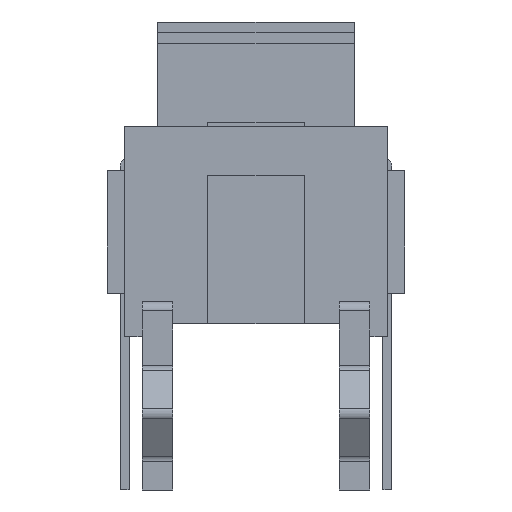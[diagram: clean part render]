
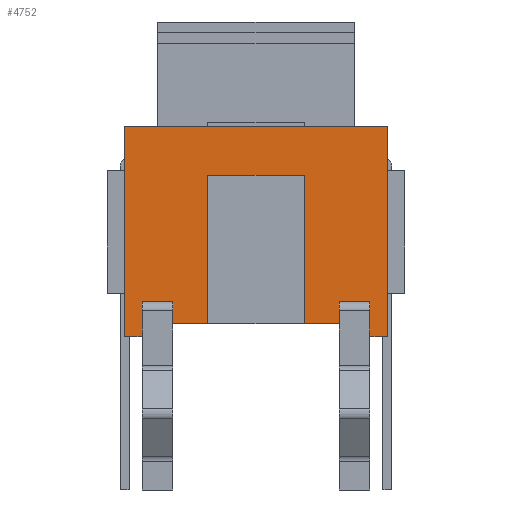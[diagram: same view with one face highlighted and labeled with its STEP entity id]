
A CAD part, left-side view. The second image highlights one B-rep face of the part: STEP entity #4752.
In plain terms, the highlighted planar face has unit normal (-1, 0, 0).
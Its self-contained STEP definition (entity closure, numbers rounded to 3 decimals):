
#220=PLANE('',#5134);
#475=FACE_OUTER_BOUND('',#718,.T.);
#718=EDGE_LOOP('',(#4264,#4265,#4266,#4267,#4268,#4269,#4270,#4271,#4272,
#4273,#4274,#4275));
#1108=LINE('',#7287,#1717);
#1113=LINE('',#7298,#1722);
#1115=LINE('',#7301,#1724);
#1221=LINE('',#7516,#1830);
#1222=LINE('',#7518,#1831);
#1260=LINE('',#7584,#1869);
#1275=LINE('',#7610,#1884);
#1278=LINE('',#7616,#1887);
#1288=LINE('',#7636,#1897);
#1289=LINE('',#7638,#1898);
#1290=LINE('',#7640,#1899);
#1291=LINE('',#7641,#1900);
#1717=VECTOR('',#5995,10.);
#1722=VECTOR('',#6004,10.);
#1724=VECTOR('',#6008,10.);
#1830=VECTOR('',#6142,10.);
#1831=VECTOR('',#6143,10.);
#1869=VECTOR('',#6199,10.);
#1884=VECTOR('',#6226,10.);
#1887=VECTOR('',#6231,10.);
#1897=VECTOR('',#6253,10.);
#1898=VECTOR('',#6254,10.);
#1899=VECTOR('',#6255,10.);
#1900=VECTOR('',#6256,10.);
#2320=VERTEX_POINT('',#7281);
#2322=VERTEX_POINT('',#7285);
#2325=VERTEX_POINT('',#7295);
#2326=VERTEX_POINT('',#7297);
#2421=VERTEX_POINT('',#7514);
#2422=VERTEX_POINT('',#7517);
#2440=VERTEX_POINT('',#7581);
#2441=VERTEX_POINT('',#7583);
#2446=VERTEX_POINT('',#7608);
#2448=VERTEX_POINT('',#7613);
#2453=VERTEX_POINT('',#7637);
#2454=VERTEX_POINT('',#7639);
#2908=EDGE_CURVE('',#2320,#2322,#1108,.T.);
#2913=EDGE_CURVE('',#2326,#2325,#1113,.T.);
#2915=EDGE_CURVE('',#2322,#2326,#1115,.T.);
#3021=EDGE_CURVE('',#2325,#2421,#1221,.T.);
#3022=EDGE_CURVE('',#2422,#2320,#1222,.T.);
#3060=EDGE_CURVE('',#2441,#2440,#1260,.T.);
#3075=EDGE_CURVE('',#2421,#2446,#1275,.T.);
#3078=EDGE_CURVE('',#2448,#2422,#1278,.T.);
#3088=EDGE_CURVE('',#2441,#2446,#1288,.T.);
#3089=EDGE_CURVE('',#2453,#2440,#1289,.T.);
#3090=EDGE_CURVE('',#2454,#2453,#1290,.T.);
#3091=EDGE_CURVE('',#2448,#2454,#1291,.T.);
#4264=ORIENTED_EDGE('',*,*,#2913,.T.);
#4265=ORIENTED_EDGE('',*,*,#3021,.T.);
#4266=ORIENTED_EDGE('',*,*,#3075,.T.);
#4267=ORIENTED_EDGE('',*,*,#3088,.F.);
#4268=ORIENTED_EDGE('',*,*,#3060,.T.);
#4269=ORIENTED_EDGE('',*,*,#3089,.F.);
#4270=ORIENTED_EDGE('',*,*,#3090,.F.);
#4271=ORIENTED_EDGE('',*,*,#3091,.F.);
#4272=ORIENTED_EDGE('',*,*,#3078,.T.);
#4273=ORIENTED_EDGE('',*,*,#3022,.T.);
#4274=ORIENTED_EDGE('',*,*,#2908,.T.);
#4275=ORIENTED_EDGE('',*,*,#2915,.T.);
#4752=ADVANCED_FACE('',(#475),#220,.T.);
#5134=AXIS2_PLACEMENT_3D('',#7635,#6251,#6252);
#5995=DIRECTION('',(0.,0.,1.));
#6004=DIRECTION('',(0.,0.,-1.));
#6008=DIRECTION('',(0.,-1.,0.));
#6142=DIRECTION('',(0.,-1.,0.));
#6143=DIRECTION('',(0.,-1.,0.));
#6199=DIRECTION('',(0.,0.,1.));
#6226=DIRECTION('',(0.,0.,-1.));
#6231=DIRECTION('',(0.,0.,1.));
#6251=DIRECTION('center_axis',(-1.,0.,0.));
#6252=DIRECTION('ref_axis',(0.,-1.,0.));
#6253=DIRECTION('',(0.,1.,0.));
#6254=DIRECTION('',(0.,-1.,0.));
#6255=DIRECTION('',(0.,0.,1.));
#6256=DIRECTION('',(0.,1.,0.));
#7281=CARTESIAN_POINT('',(-3.,1.1,0.3));
#7285=CARTESIAN_POINT('',(-3.,1.1,3.7));
#7287=CARTESIAN_POINT('',(-3.,1.1,0.15));
#7295=CARTESIAN_POINT('',(-3.,-1.1,0.3));
#7297=CARTESIAN_POINT('',(-3.,-1.1,3.7));
#7298=CARTESIAN_POINT('',(-3.,-1.1,0.15));
#7301=CARTESIAN_POINT('',(-3.,1.5,3.7));
#7514=CARTESIAN_POINT('',(-3.,-2.,0.3));
#7516=CARTESIAN_POINT('',(-3.,1.5,0.3));
#7517=CARTESIAN_POINT('',(-3.,2.,0.3));
#7518=CARTESIAN_POINT('',(-3.,1.5,0.3));
#7581=CARTESIAN_POINT('',(-3.,-3.,4.8));
#7583=CARTESIAN_POINT('',(-3.,-3.,0.));
#7584=CARTESIAN_POINT('',(-3.,-3.,0.));
#7608=CARTESIAN_POINT('',(-3.,-2.,0.));
#7610=CARTESIAN_POINT('',(-3.,-2.,0.));
#7613=CARTESIAN_POINT('',(-3.,2.,0.));
#7616=CARTESIAN_POINT('',(-3.,2.,0.));
#7635=CARTESIAN_POINT('Origin',(-3.,3.,0.));
#7636=CARTESIAN_POINT('',(-3.,-3.,0.));
#7637=CARTESIAN_POINT('',(-3.,3.,4.8));
#7638=CARTESIAN_POINT('',(-3.,-3.,4.8));
#7639=CARTESIAN_POINT('',(-3.,3.,0.));
#7640=CARTESIAN_POINT('',(-3.,3.,0.));
#7641=CARTESIAN_POINT('',(-3.,-3.,0.));
